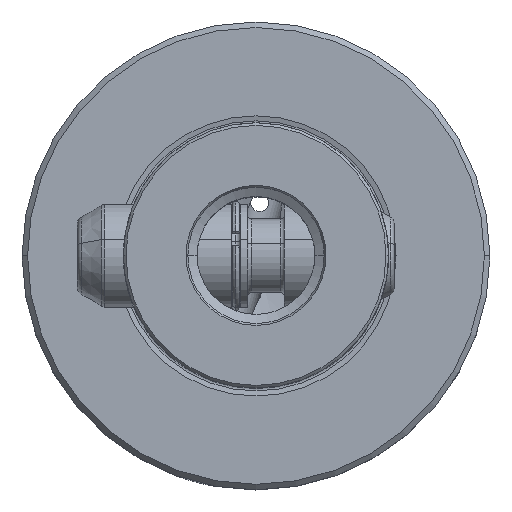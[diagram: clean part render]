
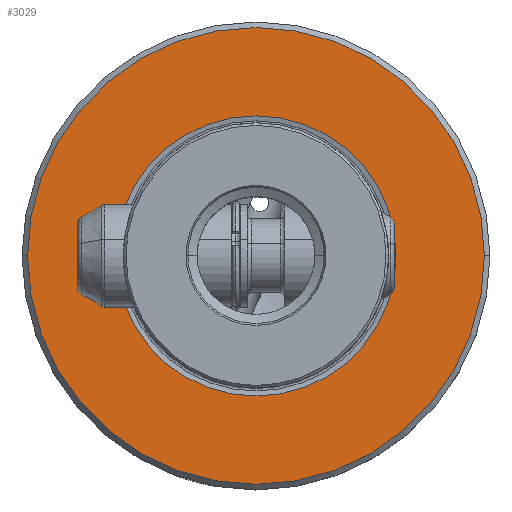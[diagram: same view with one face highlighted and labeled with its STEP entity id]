
A CAD part, top view. The second image highlights one B-rep face of the part: STEP entity #3029.
In plain terms, the highlighted planar face has unit normal (0, 0, 1).
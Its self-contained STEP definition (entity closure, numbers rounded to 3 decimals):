
#2603=EDGE_CURVE('NONE',#4001,#6491,#7585,.T.);
#2785=VERTEX_POINT('NONE',#7784);
#3029=ADVANCED_FACE('NONE',(#8055,#8056),#8057,.T.);
#3385=EDGE_CURVE('NONE',#6491,#4001,#8459,.T.);
#3933=VERTEX_POINT('NONE',#9057);
#4001=VERTEX_POINT('NONE',#9132);
#5203=EDGE_CURVE('NONE',#3933,#2785,#10456,.F.);
#6221=EDGE_CURVE('NONE',#2785,#3933,#11577,.F.);
#6491=VERTEX_POINT('NONE',#11879);
#7585=CIRCLE('',#13111,31.0);
#7784=CARTESIAN_POINT('',(-19.012,0.,0.));
#8055=FACE_OUTER_BOUND('',#13919,.T.);
#8056=FACE_BOUND('',#13920,.T.);
#8057=PLANE('',#13921);
#8459=CIRCLE('',#14716,31.0);
#9057=CARTESIAN_POINT('',(19.012,0.,0.));
#9132=CARTESIAN_POINT('',(31.0,0.,0.));
#10456=CIRCLE('',#18848,19.012);
#11577=CIRCLE('',#21277,19.012);
#11879=CARTESIAN_POINT('',(-31.0,0.,0.));
#13111=AXIS2_PLACEMENT_3D('',#24545,#24546,#24547);
#13919=EDGE_LOOP('',(#25115,#25116));
#13920=EDGE_LOOP('',(#25117,#25118));
#13921=AXIS2_PLACEMENT_3D('',#25119,#25120,#25121);
#14716=AXIS2_PLACEMENT_3D('',#25622,#25623,#25624);
#18848=AXIS2_PLACEMENT_3D('',#27811,#27812,#27813);
#21277=AXIS2_PLACEMENT_3D('',#29203,#29204,#29205);
#24545=CARTESIAN_POINT('',(0.0,0.0,0.));
#24546=DIRECTION('',(0.0,0.0,-1.0));
#24547=DIRECTION('',(-1.0,0.,0.0));
#25115=ORIENTED_EDGE('',*,*,#3385,.F.);
#25116=ORIENTED_EDGE('',*,*,#2603,.F.);
#25117=ORIENTED_EDGE('',*,*,#5203,.F.);
#25118=ORIENTED_EDGE('',*,*,#6221,.F.);
#25119=CARTESIAN_POINT('',(-33.0,0.0,0.));
#25120=DIRECTION('',(-0.0,0.0,1.0));
#25121=DIRECTION('',(0.0,1.0,0.0));
#25622=CARTESIAN_POINT('',(0.0,0.0,0.));
#25623=DIRECTION('',(0.0,0.0,-1.0));
#25624=DIRECTION('',(-1.0,0.,0.0));
#27811=CARTESIAN_POINT('',(0.0,0.0,0.));
#27812=DIRECTION('',(0.0,0.0,-1.0));
#27813=DIRECTION('',(1.0,0.,0.0));
#29203=CARTESIAN_POINT('',(0.0,0.0,0.));
#29204=DIRECTION('',(0.0,0.0,-1.0));
#29205=DIRECTION('',(1.0,0.,0.0));
